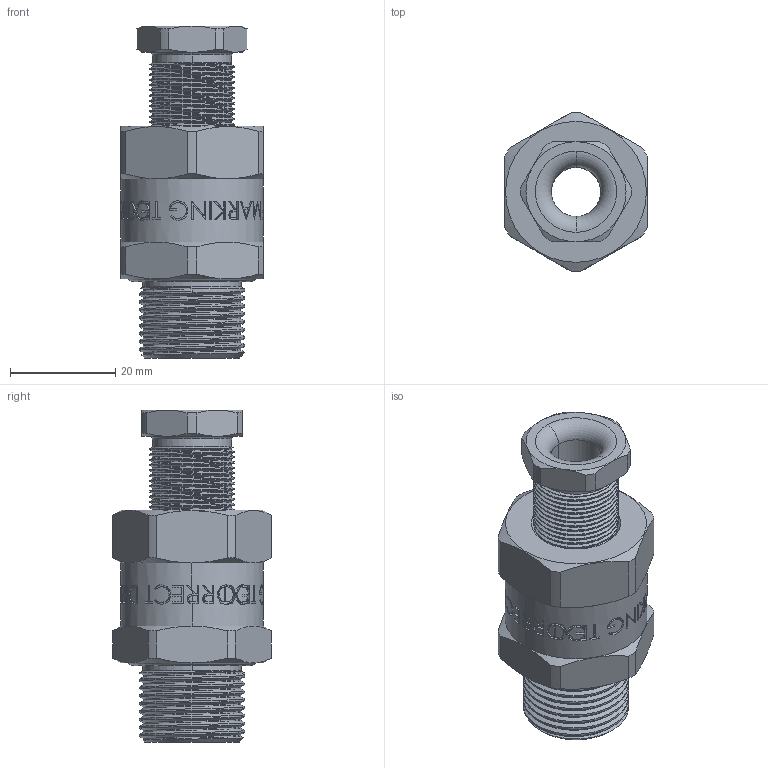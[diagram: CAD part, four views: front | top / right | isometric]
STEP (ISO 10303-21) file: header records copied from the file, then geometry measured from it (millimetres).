
FILE_DESCRIPTION (( 'STEP AP203' ), '1' );
FILE_NAME ('750A110709.STEP', '2019-06-19T12:14:46', ( 'gro' ), ( 'Hewlett-Packard Company' ), 'SwSTEP 2.0', 'SolidWorks 2017', '' );
FILE_SCHEMA (( 'CONFIG_CONTROL_DESIGN' ));
Length unit declared in the file: millimetre
Products named in the file (6): 750A110709; 750A109779; 750A109756; 750A106978; 750A109732; O-Ring for M20_Juks
Assembly tree (5 placements, depth 2):
  750A110709
    750A109779
    750A109756
    750A106978
    750A109732
    O-Ring for M20_Juks
Bounding box: 27 x 30.17 x 63 mm (x, y, z)
Volume: 21299.1 mm3; surface area: 13100.1 mm2
Topology: 5 solids, 5 shells, 961 faces, 2588 edges, 1706 vertices
Faces by surface type: plane 345, bspline 292, cylinder 265, cone 49, torus 10
Entity records: 59662 total; most frequent: CARTESIAN_POINT 38251, ORIENTED_EDGE 5176, DIRECTION 3064, EDGE_CURVE 2588, VERTEX_POINT 1706, EDGE_LOOP 1040, AXIS2_PLACEMENT_3D 1028, VECTOR 1008
